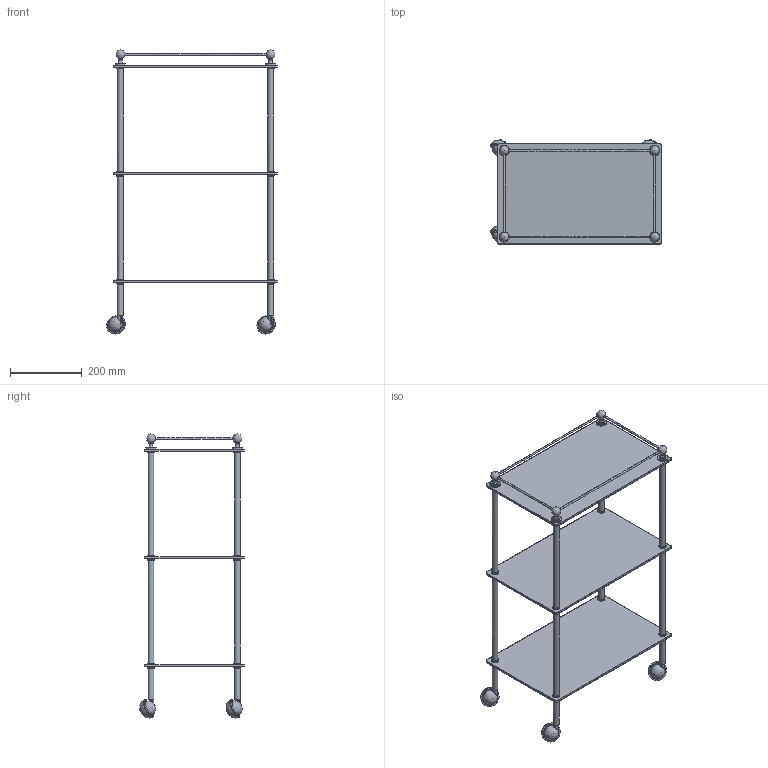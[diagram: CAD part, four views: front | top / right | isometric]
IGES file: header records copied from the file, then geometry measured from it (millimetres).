
Global section: file name: L928; native system: Autodesk Inventor 2018; preprocessor: unknown; author: sbajwa; date: 20190705.121924; units: millimetre
Bounding box: 476.16 x 291.15 x 791.89 mm (x, y, z)
Volume: 2846979 mm3; surface area: 1219155.3 mm2
Topology: 75 solids, 75 shells, 702 faces, 1616 edges, 1120 vertices
Faces by surface type: bspline 702
